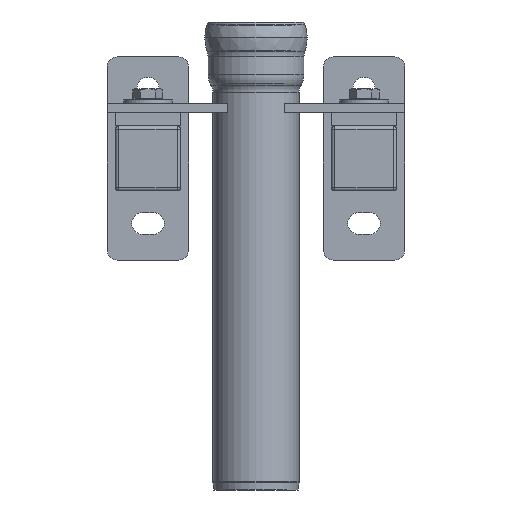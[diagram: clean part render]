
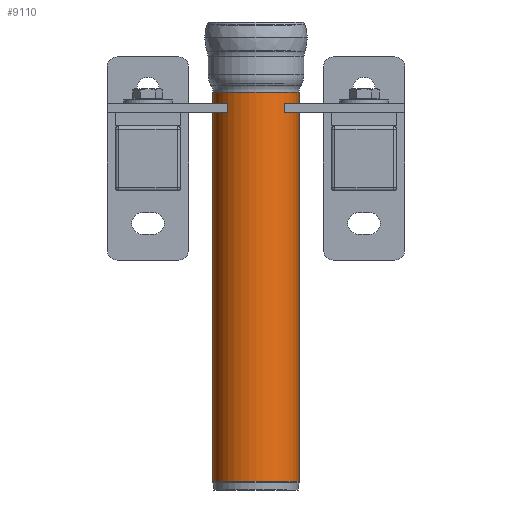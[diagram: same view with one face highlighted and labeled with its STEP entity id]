
A CAD part, front view. The second image highlights one B-rep face of the part: STEP entity #9110.
In plain terms, the highlighted cylindrical face has radius 26.5 mm (diameter 53 mm), a full revolution.
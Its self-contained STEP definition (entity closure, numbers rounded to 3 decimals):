
#878=FACE_OUTER_BOUND('',#1458,.T.);
#1458=EDGE_LOOP('',(#7473,#7474,#7475,#7476,#7477,#7478));
#2248=LINE('',#14794,#3058);
#3058=VECTOR('',#12018,26.5);
#3609=CIRCLE('',#9914,26.5);
#3613=CIRCLE('',#9918,26.5);
#3615=CIRCLE('',#9922,26.5);
#3616=CIRCLE('',#9923,26.5);
#4314=VERTEX_POINT('',#14776);
#4315=VERTEX_POINT('',#14777);
#4319=VERTEX_POINT('',#14790);
#4320=VERTEX_POINT('',#14791);
#5411=EDGE_CURVE('',#4314,#4315,#3609,.T.);
#5415=EDGE_CURVE('',#4315,#4314,#3613,.T.);
#5418=EDGE_CURVE('',#4319,#4320,#3615,.T.);
#5419=EDGE_CURVE('',#4320,#4319,#3616,.T.);
#5420=EDGE_CURVE('',#4319,#4314,#2248,.T.);
#7473=ORIENTED_EDGE('',*,*,#5418,.T.);
#7474=ORIENTED_EDGE('',*,*,#5419,.T.);
#7475=ORIENTED_EDGE('',*,*,#5420,.T.);
#7476=ORIENTED_EDGE('',*,*,#5415,.F.);
#7477=ORIENTED_EDGE('',*,*,#5411,.F.);
#7478=ORIENTED_EDGE('',*,*,#5420,.F.);
#8728=CYLINDRICAL_SURFACE('',#9921,26.5);
#9110=ADVANCED_FACE('',(#878),#8728,.T.);
#9914=AXIS2_PLACEMENT_3D('',#14778,#11997,#11998);
#9918=AXIS2_PLACEMENT_3D('',#14784,#12005,#12006);
#9921=AXIS2_PLACEMENT_3D('',#14789,#12012,#12013);
#9922=AXIS2_PLACEMENT_3D('',#14792,#12014,#12015);
#9923=AXIS2_PLACEMENT_3D('',#14793,#12016,#12017);
#11997=DIRECTION('center_axis',(0.,0.,-1.));
#11998=DIRECTION('ref_axis',(1.,0.,0.));
#12005=DIRECTION('center_axis',(0.,0.,-1.));
#12006=DIRECTION('ref_axis',(1.,0.,0.));
#12012=DIRECTION('center_axis',(0.,0.,1.));
#12013=DIRECTION('ref_axis',(-1.,0.,0.));
#12014=DIRECTION('center_axis',(0.,0.,-1.));
#12015=DIRECTION('ref_axis',(1.,0.,0.));
#12016=DIRECTION('center_axis',(0.,0.,-1.));
#12017=DIRECTION('ref_axis',(1.,0.,0.));
#12018=DIRECTION('',(0.,0.,-1.));
#14776=CARTESIAN_POINT('',(-2889.697,-288.,191.468));
#14777=CARTESIAN_POINT('',(-2916.197,-261.5,191.468));
#14778=CARTESIAN_POINT('Origin',(-2916.197,-288.,191.468));
#14784=CARTESIAN_POINT('Origin',(-2916.197,-288.,191.468));
#14789=CARTESIAN_POINT('Origin',(-2916.197,-288.,193.75));
#14790=CARTESIAN_POINT('',(-2889.697,-288.,431.057));
#14791=CARTESIAN_POINT('',(-2916.197,-314.5,431.057));
#14792=CARTESIAN_POINT('Origin',(-2916.197,-288.,431.057));
#14793=CARTESIAN_POINT('Origin',(-2916.197,-288.,431.057));
#14794=CARTESIAN_POINT('',(-2889.697,-288.,193.75));
